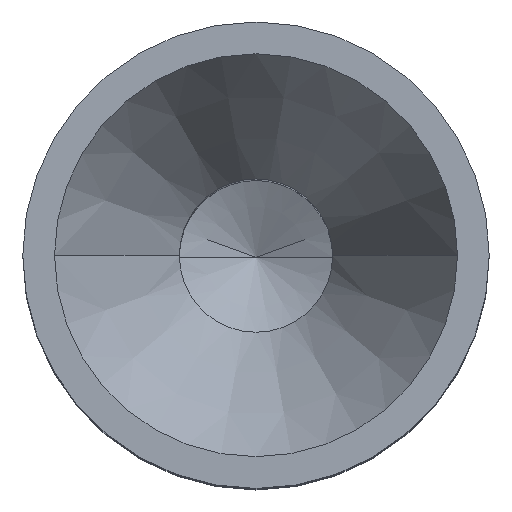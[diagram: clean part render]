
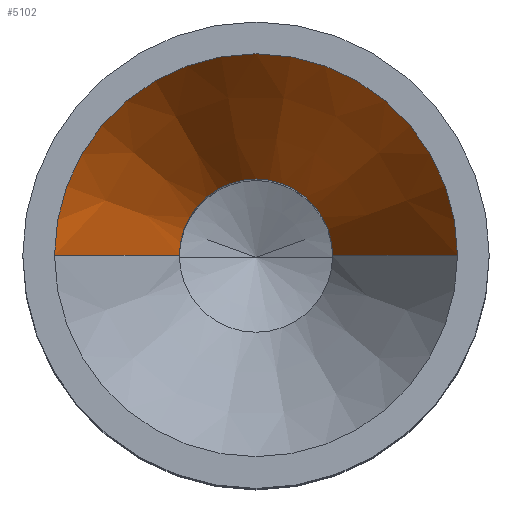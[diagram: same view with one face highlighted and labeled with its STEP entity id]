
A CAD part, top view. The second image highlights one B-rep face of the part: STEP entity #5102.
In plain terms, the highlighted conical face has half-angle 30.191 degrees and reference radius 1.043 mm.
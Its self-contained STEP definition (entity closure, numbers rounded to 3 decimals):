
#1612=CARTESIAN_POINT('',(0.,0.,9.909));
#1613=DIRECTION('',(0.,0.,1.));
#1614=DIRECTION('',(1.,0.,0.));
#1615=AXIS2_PLACEMENT_3D('',#1612,#1613,#1614);
#1617=DIRECTION('',(0.503,0.,-0.864));
#1618=VECTOR('',#1617,1.862);
#1619=CARTESIAN_POINT('',(-1.512,0.,11.518));
#1620=LINE('',#1619,#1618);
#1621=CARTESIAN_POINT('',(0.,0.,11.518));
#1622=DIRECTION('',(0.,0.,-1.));
#1623=DIRECTION('',(-1.,0.,0.));
#1624=AXIS2_PLACEMENT_3D('',#1621,#1622,#1623);
#1626=DIRECTION('',(-0.503,0.,-0.864));
#1627=VECTOR('',#1626,1.862);
#1628=CARTESIAN_POINT('',(1.512,0.,11.518));
#1629=LINE('',#1628,#1627);
#1929=CARTESIAN_POINT('',(-1.512,0.,11.518));
#1930=CARTESIAN_POINT('',(1.512,0.,11.518));
#1931=VERTEX_POINT('',#1929);
#1932=VERTEX_POINT('',#1930);
#2040=CARTESIAN_POINT('',(-0.575,0.,9.909));
#2041=CARTESIAN_POINT('',(0.575,0.,9.909));
#2042=VERTEX_POINT('',#2040);
#2043=VERTEX_POINT('',#2041);
#5088=CARTESIAN_POINT('',(0.,0.,10.713));
#5089=DIRECTION('',(0.,0.,1.));
#5090=DIRECTION('',(-1.,0.,0.));
#5091=AXIS2_PLACEMENT_3D('',#5088,#5089,#5090);
#5092=CONICAL_SURFACE('',#5091,1.043,30.191);
#5094=ORIENTED_EDGE('',*,*,#5093,.T.);
#5096=ORIENTED_EDGE('',*,*,#5095,.F.);
#5097=ORIENTED_EDGE('',*,*,#5081,.T.);
#5099=ORIENTED_EDGE('',*,*,#5098,.T.);
#5100=EDGE_LOOP('',(#5094,#5096,#5097,#5099));
#5101=FACE_OUTER_BOUND('',#5100,.F.);
#5102=ADVANCED_FACE('',(#5101),#5092,.F.);
#1616=CIRCLE('',#1615,0.575);
#1625=CIRCLE('',#1624,1.512);
#5081=EDGE_CURVE('',#1931,#1932,#1625,.T.);
#5093=EDGE_CURVE('',#2043,#2042,#1616,.T.);
#5095=EDGE_CURVE('',#1931,#2042,#1620,.T.);
#5098=EDGE_CURVE('',#1932,#2043,#1629,.T.);
